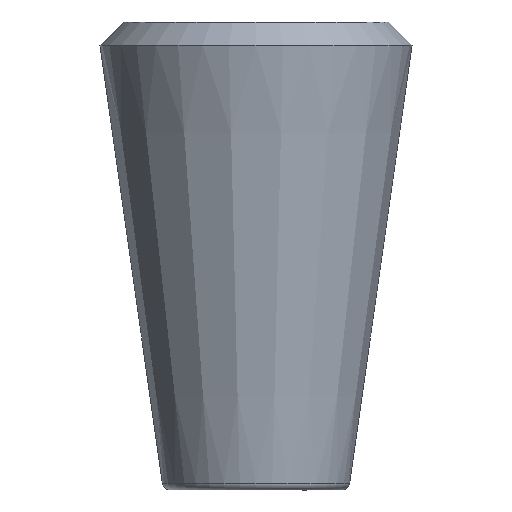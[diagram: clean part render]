
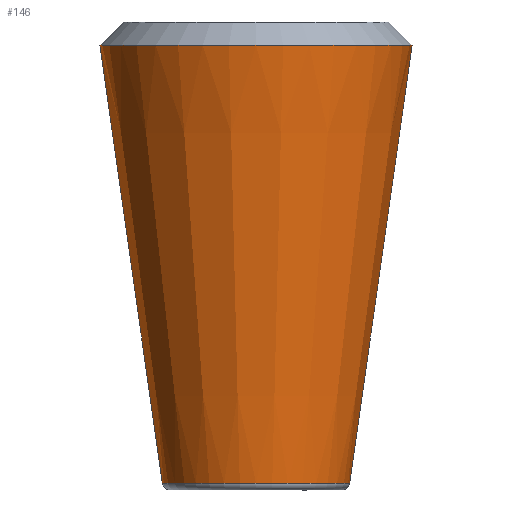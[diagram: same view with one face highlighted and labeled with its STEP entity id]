
A CAD part, front view. The second image highlights one B-rep face of the part: STEP entity #146.
In plain terms, the highlighted conical face has half-angle 8.11 degrees and reference radius 8 mm.
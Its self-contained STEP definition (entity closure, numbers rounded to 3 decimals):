
#94=EDGE_CURVE('',#190,#108,#231,.T.);
#108=VERTEX_POINT('',#249);
#110=VERTEX_POINT('',#251);
#146=ADVANCED_FACE('',(#290),#291,.T.);
#158=EDGE_CURVE('',#194,#108,#304,.T.);
#182=EDGE_CURVE('',#194,#110,#331,.T.);
#190=VERTEX_POINT('',#340);
#194=VERTEX_POINT('',#344);
#200=EDGE_CURVE('',#110,#190,#352,.T.);
#231=LINE('',#375,#376);
#249=CARTESIAN_POINT('',(-10.,0.,28.5));
#251=CARTESIAN_POINT('',(6.,0.,0.429));
#290=FACE_OUTER_BOUND('',#448,.T.);
#291=CONICAL_SURFACE('',#449,8.,0.142);
#304=CIRCLE('',#466,10.);
#331=LINE('',#505,#506);
#340=CARTESIAN_POINT('',(-6.,0.,0.429));
#344=CARTESIAN_POINT('',(10.,0.,28.5));
#352=CIRCLE('',#530,6.0);
#375=CARTESIAN_POINT('',(-8.,0.,14.465));
#376=VECTOR('',#545,1.0);
#448=EDGE_LOOP('',(#621,#622,#623,#624));
#449=AXIS2_PLACEMENT_3D('',#625,#626,#627);
#466=AXIS2_PLACEMENT_3D('',#644,#645,#646);
#505=CARTESIAN_POINT('',(8.,0.,14.465));
#506=VECTOR('',#686,1.0);
#530=AXIS2_PLACEMENT_3D('',#710,#711,#712);
#545=DIRECTION('',(-0.141,0.,0.99));
#621=ORIENTED_EDGE('',*,*,#182,.F.);
#622=ORIENTED_EDGE('',*,*,#158,.T.);
#623=ORIENTED_EDGE('',*,*,#94,.F.);
#624=ORIENTED_EDGE('',*,*,#200,.F.);
#625=CARTESIAN_POINT('',(0.,0.,14.465));
#626=DIRECTION('',(-0.0,-0.0,1.0));
#627=DIRECTION('',(1.0,0.,0.0));
#644=CARTESIAN_POINT('',(0.,0.,28.5));
#645=DIRECTION('',(0.0,0.0,-1.0));
#646=DIRECTION('',(1.0,0.,0.0));
#686=DIRECTION('',(-0.141,0.,-0.99));
#710=CARTESIAN_POINT('',(0.,0.,0.429));
#711=DIRECTION('',(0.0,0.0,-1.0));
#712=DIRECTION('',(1.0,0.,0.0));
